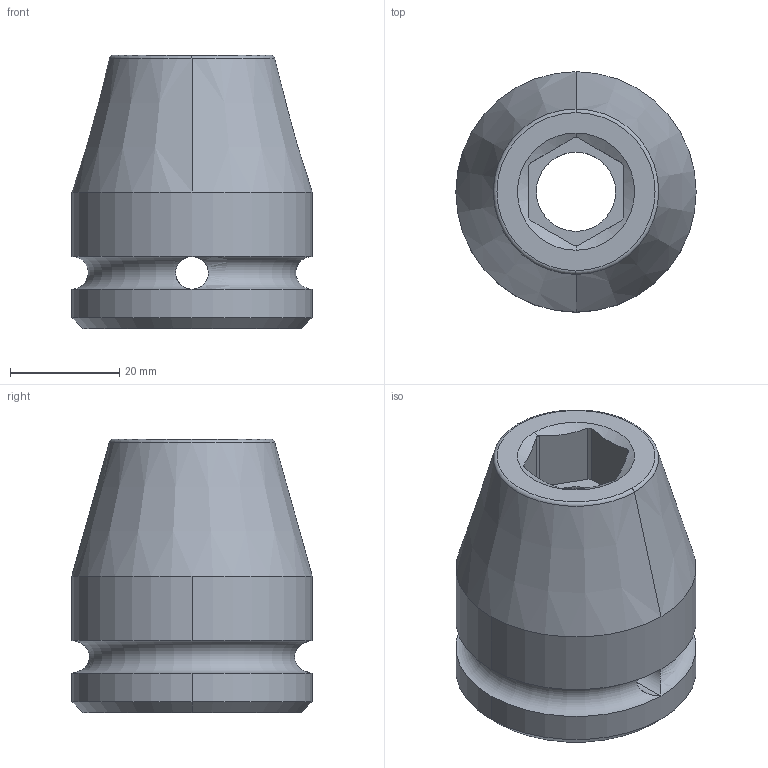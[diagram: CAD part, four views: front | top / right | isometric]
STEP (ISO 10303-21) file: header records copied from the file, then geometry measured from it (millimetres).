
FILE_DESCRIPTION((''),'2;1');
FILE_NAME('4027150082','2023-09-11T13:35:24',('a00565553'),(''),'CREO PARAMETRIC BY PTC INC, 2022414','CREO PARAMETRIC BY PTC INC, 2022414','');
FILE_SCHEMA(('CONFIG_CONTROL_DESIGN','GEOMETRIC_VALIDATION_PROPERTIES_MIM'));
Length unit declared in the file: millimetre
Products named in the file (1): 4027150082
Bounding box: 44 x 44 x 50 mm (x, y, z)
Volume: 48103.8 mm3; surface area: 11825.8 mm2
Topology: 1 solids, 1 shells, 52 faces, 130 edges, 80 vertices
Faces by surface type: cylinder 20, plane 18, cone 10, torus 4
Entity records: 1791 total; most frequent: CARTESIAN_POINT 411, DIRECTION 274, ORIENTED_EDGE 260, EDGE_CURVE 130, AXIS2_PLACEMENT_3D 110, VERTEX_POINT 80, EDGE_LOOP 58, CIRCLE 58
